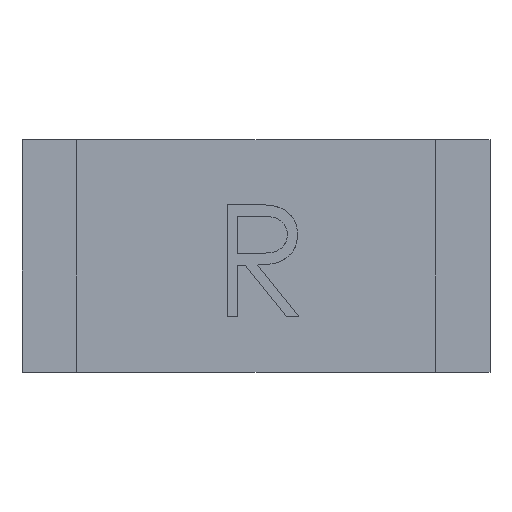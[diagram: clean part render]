
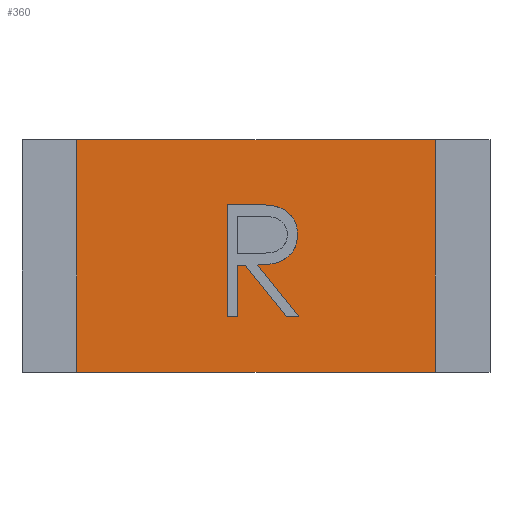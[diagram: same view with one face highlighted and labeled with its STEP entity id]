
A CAD part, top view. The second image highlights one B-rep face of the part: STEP entity #360.
In plain terms, the highlighted planar face has unit normal (0, 0, 1).
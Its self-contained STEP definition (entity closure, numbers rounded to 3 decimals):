
#360=ADVANCED_FACE('',(#435,#436),#400,.F.);
#400=PLANE('',#1070);
#435=FACE_BOUND('',#439,.T.);
#436=FACE_BOUND('',#440,.T.);
#439=EDGE_LOOP('',(#496,#497,#498,#499,#500,#501,#502,#503,#504,#505,#506));
#440=EDGE_LOOP('',(#507,#508,#509,#510));
#481=B_SPLINE_CURVE_WITH_KNOTS('',3,(#1284,#1285,#1286,#1287,#1288,#1289,
#1290,#1291,#1292,#1293,#1294),.UNSPECIFIED.,.F.,.F.,(4,1,1,1,1,1,1,1,4),
(0.,0.176,0.338,0.485,0.617,
0.735,0.837,0.926,1.),.UNSPECIFIED.);
#482=B_SPLINE_CURVE_WITH_KNOTS('',3,(#1296,#1297,#1298,#1299,#1300,#1301,
#1302,#1303,#1304,#1305,#1306,#1307,#1308,#1309,#1310,#1311,#1312,#1313,
#1314),.UNSPECIFIED.,.F.,.F.,(4,1,1,1,1,1,1,1,1,1,1,1,1,1,1,1,4),(0.,0.064,
0.127,0.189,0.249,0.309,0.37,
0.431,0.492,0.554,0.616,
0.677,0.738,0.801,0.865,
0.932,1.),.UNSPECIFIED.);
#483=B_SPLINE_CURVE_WITH_KNOTS('',3,(#1316,#1317,#1318,#1319,#1320,#1321,
#1322,#1323,#1324,#1325,#1326,#1327,#1328,#1329,#1330,#1331,#1332,#1333,
#1334),.UNSPECIFIED.,.F.,.F.,(4,1,1,1,1,1,1,1,1,1,1,1,1,1,1,1,4),(0.,0.079,
0.154,0.227,0.299,0.371,
0.443,0.517,0.593,0.634,0.677,
0.723,0.772,0.824,0.879,
0.938,1.),.UNSPECIFIED.);
#496=ORIENTED_EDGE('',*,*,#772,.T.);
#497=ORIENTED_EDGE('',*,*,#773,.T.);
#498=ORIENTED_EDGE('',*,*,#774,.T.);
#499=ORIENTED_EDGE('',*,*,#775,.T.);
#500=ORIENTED_EDGE('',*,*,#776,.T.);
#501=ORIENTED_EDGE('',*,*,#777,.T.);
#502=ORIENTED_EDGE('',*,*,#778,.T.);
#503=ORIENTED_EDGE('',*,*,#779,.T.);
#504=ORIENTED_EDGE('',*,*,#780,.T.);
#505=ORIENTED_EDGE('',*,*,#781,.T.);
#506=ORIENTED_EDGE('',*,*,#782,.T.);
#507=ORIENTED_EDGE('',*,*,#783,.T.);
#508=ORIENTED_EDGE('',*,*,#784,.F.);
#509=ORIENTED_EDGE('',*,*,#785,.F.);
#510=ORIENTED_EDGE('',*,*,#786,.T.);
#704=VERTEX_POINT('',#1278);
#705=VERTEX_POINT('',#1279);
#706=VERTEX_POINT('',#1281);
#707=VERTEX_POINT('',#1283);
#708=VERTEX_POINT('',#1295);
#709=VERTEX_POINT('',#1315);
#710=VERTEX_POINT('',#1335);
#711=VERTEX_POINT('',#1337);
#712=VERTEX_POINT('',#1339);
#713=VERTEX_POINT('',#1341);
#714=VERTEX_POINT('',#1343);
#715=VERTEX_POINT('',#1346);
#716=VERTEX_POINT('',#1347);
#717=VERTEX_POINT('',#1349);
#718=VERTEX_POINT('',#1351);
#772=EDGE_CURVE('',#704,#705,#876,.T.);
#773=EDGE_CURVE('',#705,#706,#877,.T.);
#774=EDGE_CURVE('',#706,#707,#878,.T.);
#775=EDGE_CURVE('',#707,#708,#481,.T.);
#776=EDGE_CURVE('',#708,#709,#482,.T.);
#777=EDGE_CURVE('',#709,#710,#483,.T.);
#778=EDGE_CURVE('',#710,#711,#879,.T.);
#779=EDGE_CURVE('',#711,#712,#880,.T.);
#780=EDGE_CURVE('',#712,#713,#881,.T.);
#781=EDGE_CURVE('',#713,#714,#882,.T.);
#782=EDGE_CURVE('',#714,#704,#883,.T.);
#783=EDGE_CURVE('',#715,#716,#884,.T.);
#784=EDGE_CURVE('',#717,#716,#885,.T.);
#785=EDGE_CURVE('',#718,#717,#886,.T.);
#786=EDGE_CURVE('',#718,#715,#887,.T.);
#876=LINE('',#1277,#970);
#877=LINE('',#1280,#971);
#878=LINE('',#1282,#972);
#879=LINE('',#1336,#973);
#880=LINE('',#1338,#974);
#881=LINE('',#1340,#975);
#882=LINE('',#1342,#976);
#883=LINE('',#1344,#977);
#884=LINE('',#1345,#978);
#885=LINE('',#1348,#979);
#886=LINE('',#1350,#980);
#887=LINE('',#1352,#981);
#970=VECTOR('',#1107,1.);
#971=VECTOR('',#1108,1.);
#972=VECTOR('',#1109,1.);
#973=VECTOR('',#1110,1.);
#974=VECTOR('',#1111,1.);
#975=VECTOR('',#1112,1.);
#976=VECTOR('',#1113,1.);
#977=VECTOR('',#1114,1.);
#978=VECTOR('',#1115,1.);
#979=VECTOR('',#1116,1.);
#980=VECTOR('',#1117,1.);
#981=VECTOR('',#1118,1.);
#1070=AXIS2_PLACEMENT_3D('',#1353,#1119,#1120);
#1107=DIRECTION('',(-1.,0.,0.));
#1108=DIRECTION('',(0.,1.,0.));
#1109=DIRECTION('',(1.,0.,0.));
#1110=DIRECTION('',(0.623,-0.782,0.));
#1111=DIRECTION('',(-1.,0.,0.));
#1112=DIRECTION('',(-0.623,0.782,0.));
#1113=DIRECTION('',(-1.,0.,0.));
#1114=DIRECTION('',(0.,-1.,0.));
#1115=DIRECTION('',(-1.,0.,0.));
#1116=DIRECTION('',(0.,1.,0.));
#1117=DIRECTION('',(-1.,0.,0.));
#1118=DIRECTION('',(0.,1.,0.));
#1119=DIRECTION('',(0.,0.,-1.));
#1120=DIRECTION('',(-1.,0.,0.));
#1277=CARTESIAN_POINT('',(-0.202,-0.651,0.611));
#1278=CARTESIAN_POINT('',(-0.202,-0.651,0.611));
#1279=CARTESIAN_POINT('',(-0.31,-0.651,0.611));
#1280=CARTESIAN_POINT('',(-0.31,-0.651,0.611));
#1281=CARTESIAN_POINT('',(-0.31,0.549,0.611));
#1282=CARTESIAN_POINT('',(-0.31,0.549,0.611));
#1283=CARTESIAN_POINT('',(-0.07,0.549,0.611));
#1284=CARTESIAN_POINT('',(-0.07,0.549,0.611));
#1285=CARTESIAN_POINT('',(-0.054,0.549,0.611));
#1286=CARTESIAN_POINT('',(-0.023,0.549,0.611));
#1287=CARTESIAN_POINT('',(0.021,0.549,0.611));
#1288=CARTESIAN_POINT('',(0.061,0.547,0.611));
#1289=CARTESIAN_POINT('',(0.097,0.545,0.611));
#1290=CARTESIAN_POINT('',(0.129,0.543,0.611));
#1291=CARTESIAN_POINT('',(0.157,0.54,0.611));
#1292=CARTESIAN_POINT('',(0.181,0.537,0.611));
#1293=CARTESIAN_POINT('',(0.196,0.534,0.611));
#1294=CARTESIAN_POINT('',(0.202,0.533,0.611));
#1295=CARTESIAN_POINT('',(0.202,0.533,0.611));
#1296=CARTESIAN_POINT('',(0.202,0.533,0.611));
#1297=CARTESIAN_POINT('',(0.211,0.531,0.611));
#1298=CARTESIAN_POINT('',(0.228,0.526,0.611));
#1299=CARTESIAN_POINT('',(0.253,0.517,0.611));
#1300=CARTESIAN_POINT('',(0.277,0.507,0.611));
#1301=CARTESIAN_POINT('',(0.3,0.495,0.611));
#1302=CARTESIAN_POINT('',(0.321,0.48,0.611));
#1303=CARTESIAN_POINT('',(0.341,0.464,0.611));
#1304=CARTESIAN_POINT('',(0.36,0.447,0.611));
#1305=CARTESIAN_POINT('',(0.377,0.427,0.611));
#1306=CARTESIAN_POINT('',(0.393,0.407,0.611));
#1307=CARTESIAN_POINT('',(0.407,0.385,0.611));
#1308=CARTESIAN_POINT('',(0.418,0.361,0.611));
#1309=CARTESIAN_POINT('',(0.428,0.337,0.611));
#1310=CARTESIAN_POINT('',(0.435,0.311,0.611));
#1311=CARTESIAN_POINT('',(0.44,0.285,0.611));
#1312=CARTESIAN_POINT('',(0.444,0.257,0.611));
#1313=CARTESIAN_POINT('',(0.444,0.238,0.611));
#1314=CARTESIAN_POINT('',(0.444,0.228,0.611));
#1315=CARTESIAN_POINT('',(0.444,0.228,0.611));
#1316=CARTESIAN_POINT('',(0.444,0.228,0.611));
#1317=CARTESIAN_POINT('',(0.444,0.212,0.611));
#1318=CARTESIAN_POINT('',(0.443,0.181,0.611));
#1319=CARTESIAN_POINT('',(0.433,0.136,0.611));
#1320=CARTESIAN_POINT('',(0.418,0.094,0.611));
#1321=CARTESIAN_POINT('',(0.398,0.054,0.611));
#1322=CARTESIAN_POINT('',(0.371,0.019,0.611));
#1323=CARTESIAN_POINT('',(0.34,-0.012,0.611));
#1324=CARTESIAN_POINT('',(0.303,-0.038,0.611));
#1325=CARTESIAN_POINT('',(0.268,-0.056,0.611));
#1326=CARTESIAN_POINT('',(0.238,-0.067,0.611));
#1327=CARTESIAN_POINT('',(0.213,-0.075,0.611));
#1328=CARTESIAN_POINT('',(0.186,-0.082,0.611));
#1329=CARTESIAN_POINT('',(0.156,-0.087,0.611));
#1330=CARTESIAN_POINT('',(0.125,-0.091,0.611));
#1331=CARTESIAN_POINT('',(0.091,-0.095,0.611));
#1332=CARTESIAN_POINT('',(0.056,-0.096,0.611));
#1333=CARTESIAN_POINT('',(0.031,-0.097,0.611));
#1334=CARTESIAN_POINT('',(0.019,-0.097,0.611));
#1335=CARTESIAN_POINT('',(0.019,-0.097,0.611));
#1336=CARTESIAN_POINT('',(0.019,-0.097,0.611));
#1337=CARTESIAN_POINT('',(0.459,-0.651,0.611));
#1338=CARTESIAN_POINT('',(0.459,-0.651,0.611));
#1339=CARTESIAN_POINT('',(0.326,-0.651,0.611));
#1340=CARTESIAN_POINT('',(0.326,-0.651,0.611));
#1341=CARTESIAN_POINT('',(-0.115,-0.097,0.611));
#1342=CARTESIAN_POINT('',(-0.115,-0.097,0.611));
#1343=CARTESIAN_POINT('',(-0.202,-0.097,0.611));
#1344=CARTESIAN_POINT('',(-0.202,-0.097,0.611));
#1345=CARTESIAN_POINT('',(1.918,1.244,0.611));
#1346=CARTESIAN_POINT('',(1.918,1.244,0.611));
#1347=CARTESIAN_POINT('',(-1.918,1.244,0.611));
#1348=CARTESIAN_POINT('',(-1.918,-1.244,0.611));
#1349=CARTESIAN_POINT('',(-1.918,-1.244,0.611));
#1350=CARTESIAN_POINT('',(1.918,-1.244,0.611));
#1351=CARTESIAN_POINT('',(1.918,-1.244,0.611));
#1352=CARTESIAN_POINT('',(1.918,-1.244,0.611));
#1353=CARTESIAN_POINT('',(1.918,-1.244,0.611));
